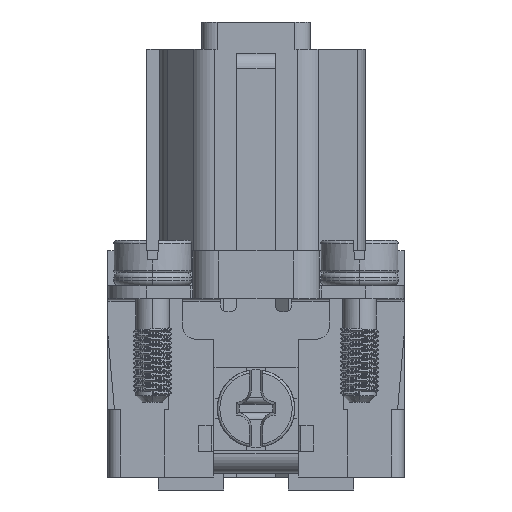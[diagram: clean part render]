
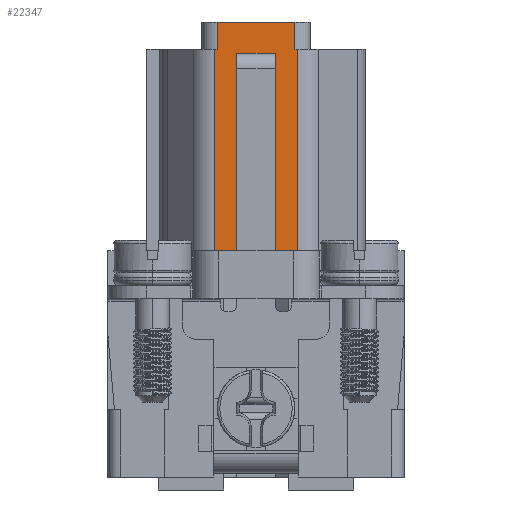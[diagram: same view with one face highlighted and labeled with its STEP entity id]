
A CAD part, left-side view. The second image highlights one B-rep face of the part: STEP entity #22347.
In plain terms, the highlighted planar face has unit normal (-1, 0, 0).
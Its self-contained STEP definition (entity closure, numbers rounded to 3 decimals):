
#295 = DIRECTION ( 'NONE',  ( 0., 0., -1. ) ) ;
#886 = EDGE_CURVE ( 'NONE', #28812, #25672, #34906, .T. ) ;
#1248 = CARTESIAN_POINT ( 'NONE',  ( -27.35, 3., 34.1 ) ) ;
#1456 = VECTOR ( 'NONE', #38867, 1000. ) ;
#1644 = EDGE_CURVE ( 'NONE', #8024, #12385, #37172, .T. ) ;
#1685 = LINE ( 'NONE', #17804, #30042 ) ;
#1940 = LINE ( 'NONE', #29970, #1456 ) ;
#3339 = CARTESIAN_POINT ( 'NONE',  ( -27.35, -1.5, 18.5 ) ) ;
#4082 = EDGE_CURVE ( 'NONE', #18629, #28812, #34045, .T. ) ;
#4253 = VERTEX_POINT ( 'NONE', #3339 ) ;
#4855 = CARTESIAN_POINT ( 'NONE',  ( -27.35, 4.2, 33.8 ) ) ;
#5317 = ORIENTED_EDGE ( 'NONE', *, *, #23787, .F. ) ;
#5561 = CARTESIAN_POINT ( 'NONE',  ( -27.35, 3.218, 18.5 ) ) ;
#5613 = VERTEX_POINT ( 'NONE', #6077 ) ;
#6077 = CARTESIAN_POINT ( 'NONE',  ( -27.35, -3., 34.1 ) ) ;
#6493 = DIRECTION ( 'NONE',  ( 0., 1., 0. ) ) ;
#7181 = LINE ( 'NONE', #10674, #37427 ) ;
#7219 = ORIENTED_EDGE ( 'NONE', *, *, #10919, .T. ) ;
#7956 = ORIENTED_EDGE ( 'NONE', *, *, #4082, .T. ) ;
#8024 = VERTEX_POINT ( 'NONE', #30388 ) ;
#8027 = CARTESIAN_POINT ( 'NONE',  ( -27.35, 4.2, 18.5 ) ) ;
#8071 = CARTESIAN_POINT ( 'NONE',  ( -27.35, -3.222, 18.5 ) ) ;
#8610 = DIRECTION ( 'NONE',  ( 0., 0., 1. ) ) ;
#9344 = EDGE_CURVE ( 'NONE', #12385, #32065, #40137, .T. ) ;
#9831 = VECTOR ( 'NONE', #18070, 1000. ) ;
#9887 = EDGE_CURVE ( 'NONE', #32065, #18629, #1940, .T. ) ;
#10027 = VECTOR ( 'NONE', #29457, 1000. ) ;
#10674 = CARTESIAN_POINT ( 'NONE',  ( -27.35, -3.222, 34.1 ) ) ;
#10876 = DIRECTION ( 'NONE',  ( 0., 0., -1. ) ) ;
#10919 = EDGE_CURVE ( 'NONE', #23299, #11819, #34103, .T. ) ;
#11457 = VECTOR ( 'NONE', #40932, 1000. ) ;
#11819 = VERTEX_POINT ( 'NONE', #32435 ) ;
#12103 = LINE ( 'NONE', #39048, #12364 ) ;
#12364 = VECTOR ( 'NONE', #32508, 1000. ) ;
#12385 = VERTEX_POINT ( 'NONE', #1248 ) ;
#12712 = CARTESIAN_POINT ( 'NONE',  ( -27.35, 4.2, 34.1 ) ) ;
#13250 = VERTEX_POINT ( 'NONE', #19838 ) ;
#14100 = DIRECTION ( 'NONE',  ( 0., 0., 1. ) ) ;
#16393 = VECTOR ( 'NONE', #39492, 1000. ) ;
#16919 = ORIENTED_EDGE ( 'NONE', *, *, #9887, .T. ) ;
#16994 = DIRECTION ( 'NONE',  ( 0., 1., 0. ) ) ;
#17804 = CARTESIAN_POINT ( 'NONE',  ( -27.35, -1.5, 34.1 ) ) ;
#17833 = VERTEX_POINT ( 'NONE', #40623 ) ;
#18070 = DIRECTION ( 'NONE',  ( 0., 1., 0. ) ) ;
#18125 = ORIENTED_EDGE ( 'NONE', *, *, #30033, .F. ) ;
#18249 = VERTEX_POINT ( 'NONE', #28061 ) ;
#18629 = VERTEX_POINT ( 'NONE', #5561 ) ;
#18879 = CARTESIAN_POINT ( 'NONE',  ( -27.35, 1.5, 18.5 ) ) ;
#19144 = EDGE_CURVE ( 'NONE', #18249, #4253, #39180, .T. ) ;
#19592 = CARTESIAN_POINT ( 'NONE',  ( -27.35, 3., 34.1 ) ) ;
#19838 = CARTESIAN_POINT ( 'NONE',  ( -27.35, 1.5, 33.181 ) ) ;
#20370 = VECTOR ( 'NONE', #41266, 1000. ) ;
#21052 = CARTESIAN_POINT ( 'NONE',  ( -27.35, 4.2, 18.5 ) ) ;
#21303 = VERTEX_POINT ( 'NONE', #39434 ) ;
#21527 = DIRECTION ( 'NONE',  ( 0., 0., 1. ) ) ;
#22347 = ADVANCED_FACE ( 'NONE', ( #35077 ), #30277, .F. ) ;
#23200 = ORIENTED_EDGE ( 'NONE', *, *, #37864, .T. ) ;
#23299 = VERTEX_POINT ( 'NONE', #33759 ) ;
#23539 = CARTESIAN_POINT ( 'NONE',  ( -27.35, 1.5, 34.1 ) ) ;
#23787 = EDGE_CURVE ( 'NONE', #8024, #38079, #12103, .T. ) ;
#23917 = ORIENTED_EDGE ( 'NONE', *, *, #9344, .T. ) ;
#24191 = LINE ( 'NONE', #4855, #9831 ) ;
#25672 = VERTEX_POINT ( 'NONE', #27025 ) ;
#25779 = VECTOR ( 'NONE', #295, 1000. ) ;
#26612 = EDGE_CURVE ( 'NONE', #5613, #38079, #26880, .T. ) ;
#26880 = LINE ( 'NONE', #36959, #39639 ) ;
#27025 = CARTESIAN_POINT ( 'NONE',  ( -27.35, 1.5, 32.6 ) ) ;
#27160 = CARTESIAN_POINT ( 'NONE',  ( -27.35, 3.218, 34.1 ) ) ;
#27481 = CARTESIAN_POINT ( 'NONE',  ( -27.35, 1.5, 34.1 ) ) ;
#27614 = EDGE_CURVE ( 'NONE', #21303, #5613, #30335, .T. ) ;
#27690 = CARTESIAN_POINT ( 'NONE',  ( -27.35, -3., 36.2 ) ) ;
#27815 = CARTESIAN_POINT ( 'NONE',  ( -27.35, 0., 34.1 ) ) ;
#28061 = CARTESIAN_POINT ( 'NONE',  ( -27.35, -1.5, 32.6 ) ) ;
#28113 = ORIENTED_EDGE ( 'NONE', *, *, #26612, .T. ) ;
#28369 = CARTESIAN_POINT ( 'NONE',  ( -27.35, -1.5, 34.1 ) ) ;
#28479 = ORIENTED_EDGE ( 'NONE', *, *, #34915, .T. ) ;
#28812 = VERTEX_POINT ( 'NONE', #18879 ) ;
#29457 = DIRECTION ( 'NONE',  ( 0., 0., -1. ) ) ;
#29970 = CARTESIAN_POINT ( 'NONE',  ( -27.35, 3.218, 34.1 ) ) ;
#30033 = EDGE_CURVE ( 'NONE', #23299, #17833, #24191, .T. ) ;
#30042 = VECTOR ( 'NONE', #10876, 1000. ) ;
#30277 = PLANE ( 'NONE',  #37199 ) ;
#30335 = LINE ( 'NONE', #27815, #16393 ) ;
#30388 = CARTESIAN_POINT ( 'NONE',  ( -27.35, 3., 36.2 ) ) ;
#30631 = ORIENTED_EDGE ( 'NONE', *, *, #19144, .T. ) ;
#30685 = DIRECTION ( 'NONE',  ( 0., 0., 1. ) ) ;
#31995 = VECTOR ( 'NONE', #14100, 1000. ) ;
#32065 = VERTEX_POINT ( 'NONE', #27160 ) ;
#32268 = LINE ( 'NONE', #23539, #31995 ) ;
#32311 = ORIENTED_EDGE ( 'NONE', *, *, #27614, .T. ) ;
#32435 = CARTESIAN_POINT ( 'NONE',  ( -27.35, -1.5, 33.181 ) ) ;
#32508 = DIRECTION ( 'NONE',  ( 0., -1., 0. ) ) ;
#33551 = CARTESIAN_POINT ( 'NONE',  ( -27.35, 0., 34.1 ) ) ;
#33759 = CARTESIAN_POINT ( 'NONE',  ( -27.35, -1.5, 33.8 ) ) ;
#33781 = EDGE_CURVE ( 'NONE', #4253, #35428, #39566, .T. ) ;
#34045 = LINE ( 'NONE', #21052, #34965 ) ;
#34103 = LINE ( 'NONE', #28369, #20370 ) ;
#34471 = EDGE_CURVE ( 'NONE', #25672, #13250, #41416, .T. ) ;
#34906 = LINE ( 'NONE', #27481, #35548 ) ;
#34915 = EDGE_CURVE ( 'NONE', #11819, #18249, #1685, .T. ) ;
#34965 = VECTOR ( 'NONE', #37985, 1000. ) ;
#35077 = FACE_OUTER_BOUND ( 'NONE', #36878, .T. ) ;
#35213 = ORIENTED_EDGE ( 'NONE', *, *, #33781, .T. ) ;
#35281 = ORIENTED_EDGE ( 'NONE', *, *, #36972, .T. ) ;
#35428 = VERTEX_POINT ( 'NONE', #8071 ) ;
#35548 = VECTOR ( 'NONE', #8610, 1000. ) ;
#36878 = EDGE_LOOP ( 'NONE', ( #7956, #37545, #36948, #23200, #18125, #7219, #28479, #30631, #35213, #35281, #32311, #28113, #5317, #37886, #23917, #16919 ) ) ;
#36948 = ORIENTED_EDGE ( 'NONE', *, *, #34471, .T. ) ;
#36959 = CARTESIAN_POINT ( 'NONE',  ( -27.35, -3., 34.1 ) ) ;
#36972 = EDGE_CURVE ( 'NONE', #35428, #21303, #7181, .T. ) ;
#37172 = LINE ( 'NONE', #19592, #10027 ) ;
#37199 = AXIS2_PLACEMENT_3D ( 'NONE', #12712, #41552, #6493 ) ;
#37427 = VECTOR ( 'NONE', #30685, 1000. ) ;
#37545 = ORIENTED_EDGE ( 'NONE', *, *, #886, .T. ) ;
#37864 = EDGE_CURVE ( 'NONE', #13250, #17833, #32268, .T. ) ;
#37886 = ORIENTED_EDGE ( 'NONE', *, *, #1644, .T. ) ;
#37935 = CARTESIAN_POINT ( 'NONE',  ( -27.35, -1.5, 34.1 ) ) ;
#37985 = DIRECTION ( 'NONE',  ( 0., -1., 0. ) ) ;
#38079 = VERTEX_POINT ( 'NONE', #27690 ) ;
#38867 = DIRECTION ( 'NONE',  ( 0., 0., -1. ) ) ;
#39048 = CARTESIAN_POINT ( 'NONE',  ( -27.35, -4.2, 36.2 ) ) ;
#39180 = LINE ( 'NONE', #37935, #25779 ) ;
#39434 = CARTESIAN_POINT ( 'NONE',  ( -27.35, -3.222, 34.1 ) ) ;
#39479 = VECTOR ( 'NONE', #16994, 1000. ) ;
#39492 = DIRECTION ( 'NONE',  ( 0., 1., 0. ) ) ;
#39566 = LINE ( 'NONE', #8027, #11457 ) ;
#39639 = VECTOR ( 'NONE', #40113, 1000. ) ;
#40113 = DIRECTION ( 'NONE',  ( 0., 0., 1. ) ) ;
#40137 = LINE ( 'NONE', #33551, #39479 ) ;
#40623 = CARTESIAN_POINT ( 'NONE',  ( -27.35, 1.5, 33.8 ) ) ;
#40932 = DIRECTION ( 'NONE',  ( 0., -1., 0. ) ) ;
#41266 = DIRECTION ( 'NONE',  ( 0., 0., -1. ) ) ;
#41416 = LINE ( 'NONE', #41550, #41482 ) ;
#41482 = VECTOR ( 'NONE', #21527, 1000. ) ;
#41550 = CARTESIAN_POINT ( 'NONE',  ( -27.35, 1.5, 34.1 ) ) ;
#41552 = DIRECTION ( 'NONE',  ( 1., 0., 0. ) ) ;
